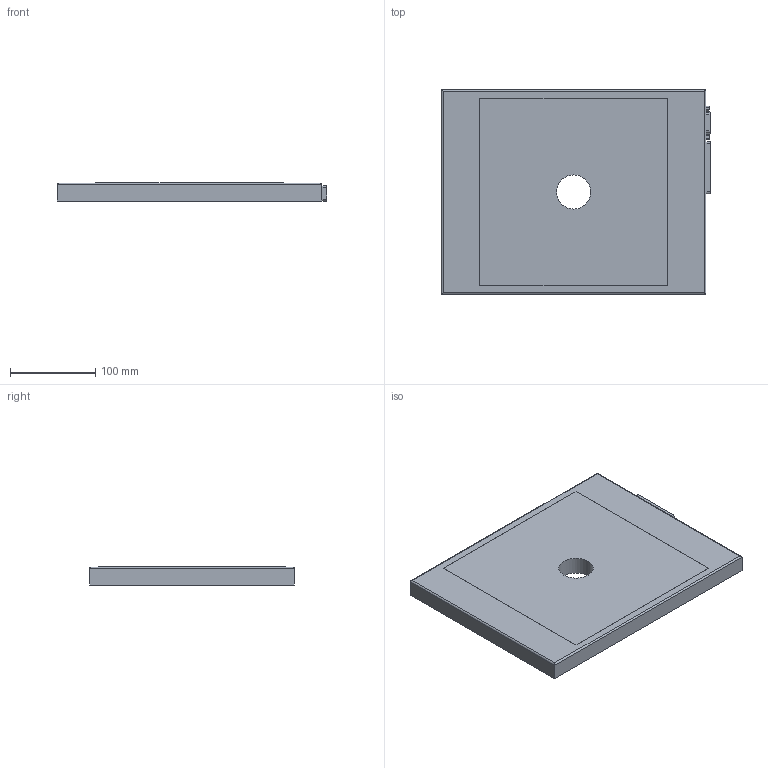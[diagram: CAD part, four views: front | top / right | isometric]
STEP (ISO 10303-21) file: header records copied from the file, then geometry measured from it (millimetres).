
FILE_DESCRIPTION(/* description */ (''),/* implementation_level */ '2;1');
FILE_NAME(/* name */ '22-22-XLED-3-VA',/* time_stamp */ '2018-02-20T08:19:01+01:00',/* author */ (''),/* organization */ (''),/* preprocessor_version */ 'ST-DEVELOPER v15.7',/* originating_system */ 'HiCAD 2015 2002.1 Build 408',/* authorisation */ '');
FILE_SCHEMA (('AUTOMOTIVE_DESIGN { 1 0 10303 214 1 1 1 1 }'));
Length unit declared in the file: millimetre
Products named in the file (10): Root; Baugruppe_Xled-2-VD; QUADER_0; Baugruppe_Baugruppe; TRANSLATIONSTEIL_0; TRANSLATIONSTEIL_1; TRANSLATIONSTEIL_2; PRISMA_0; PRISMA_1
Assembly tree (9 placements, depth 5):
  Root
    Baugruppe_Xled-2-VD
      QUADER_0
      QUADER_0
      Baugruppe_Baugruppe
        TRANSLATIONSTEIL_0
          TRANSLATIONSTEIL_1
          TRANSLATIONSTEIL_2
          PRISMA_0
          PRISMA_1
Bounding box: 315.55 x 240 x 21.1 mm (x, y, z)
Volume: 1544895.8 mm3; surface area: 177304.6 mm2
Topology: 12 solids, 12 shells, 146 faces, 327 edges, 217 vertices
Faces by surface type: plane 76, cylinder 57, torus 7, cone 6
Full cylindrical faces by diameter (mm): 1 x5, 2.5 x2, 3 x2, 3.3 x4, 3.6 x2, 4 x4, 8 x3, 40 x1
Entity records: 6879 total; most frequent: DIRECTION 720, CARTESIAN_POINT 640, PRESENTATION_STYLE_ASSIGNMENT 578, OVER_RIDING_STYLED_ITEM 566, COLOUR_RGB 554, DRAUGHTING_PRE_DEFINED_CURVE_FONT 546, CURVE_STYLE 546, ORIENTED_EDGE 546
